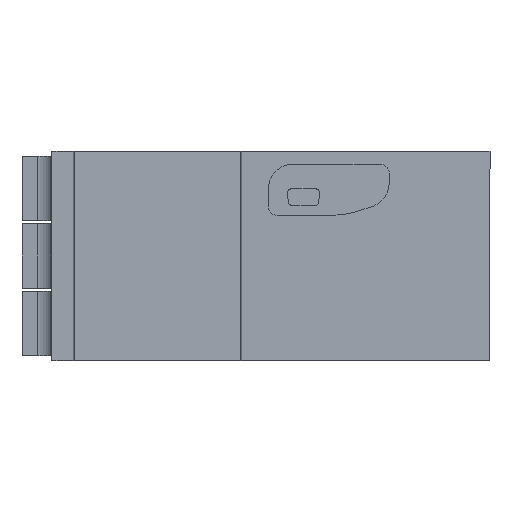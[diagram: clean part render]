
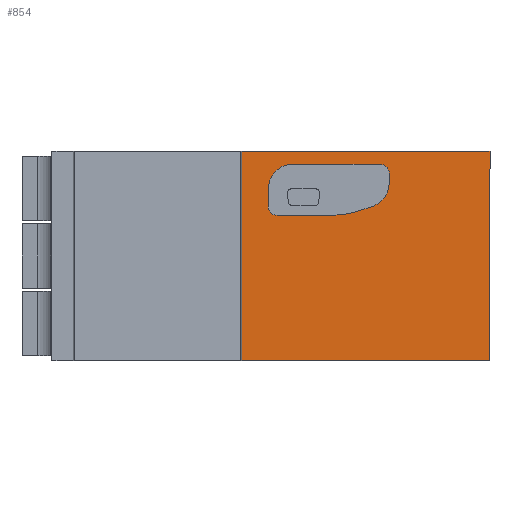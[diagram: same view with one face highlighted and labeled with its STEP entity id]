
A CAD part, front view. The second image highlights one B-rep face of the part: STEP entity #854.
In plain terms, the highlighted planar face has unit normal (0, -1, 0).
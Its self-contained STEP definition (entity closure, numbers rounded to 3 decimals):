
#655 = EDGE_CURVE ( 'NONE', #679, #656, #6601, .T. ) ;
#656 = VERTEX_POINT ( 'NONE', #6596 ) ;
#664 = EDGE_CURVE ( 'NONE', #656, #665, #6630, .T. ) ;
#665 = VERTEX_POINT ( 'NONE', #6626 ) ;
#679 = VERTEX_POINT ( 'NONE', #6688 ) ;
#692 = EDGE_CURVE ( 'NONE', #765, #693, #6716, .T. ) ;
#693 = VERTEX_POINT ( 'NONE', #6712 ) ;
#700 = EDGE_CURVE ( 'NONE', #718, #701, #6742, .T. ) ;
#701 = VERTEX_POINT ( 'NONE', #6738 ) ;
#708 = EDGE_CURVE ( 'NONE', #726, #709, #6769, .T. ) ;
#709 = VERTEX_POINT ( 'NONE', #6761 ) ;
#717 = EDGE_CURVE ( 'NONE', #709, #718, #6788, .T. ) ;
#718 = VERTEX_POINT ( 'NONE', #6784 ) ;
#725 = EDGE_CURVE ( 'NONE', #665, #726, #6816, .T. ) ;
#726 = VERTEX_POINT ( 'NONE', #6812 ) ;
#736 = EDGE_CURVE ( 'NONE', #756, #679, #6810, .T. ) ;
#741 = EDGE_CURVE ( 'NONE', #742, #743, #6837, .T. ) ;
#742 = VERTEX_POINT ( 'NONE', #6833 ) ;
#743 = VERTEX_POINT ( 'NONE', #6832 ) ;
#755 = EDGE_CURVE ( 'NONE', #693, #756, #6862, .T. ) ;
#756 = VERTEX_POINT ( 'NONE', #6907 ) ;
#764 = EDGE_CURVE ( 'NONE', #701, #765, #6939, .T. ) ;
#765 = VERTEX_POINT ( 'NONE', #6934 ) ;
#769 = ORIENTED_EDGE ( 'NONE', *, *, #788, .F. ) ;
#770 = ORIENTED_EDGE ( 'NONE', *, *, #801, .F. ) ;
#771 = ORIENTED_EDGE ( 'NONE', *, *, #741, .F. ) ;
#772 = ORIENTED_EDGE ( 'NONE', *, *, #849, .F. ) ;
#788 = EDGE_CURVE ( 'NONE', #802, #789, #6945, .T. ) ;
#789 = VERTEX_POINT ( 'NONE', #6995 ) ;
#801 = EDGE_CURVE ( 'NONE', #743, #802, #7026, .T. ) ;
#802 = VERTEX_POINT ( 'NONE', #7022 ) ;
#838 = EDGE_LOOP ( 'NONE', ( #839, #840, #841, #842, #843, #844, #845, #846, #847, #848 ) ) ;
#839 = ORIENTED_EDGE ( 'NONE', *, *, #755, .F. ) ;
#840 = ORIENTED_EDGE ( 'NONE', *, *, #692, .F. ) ;
#841 = ORIENTED_EDGE ( 'NONE', *, *, #764, .F. ) ;
#842 = ORIENTED_EDGE ( 'NONE', *, *, #700, .F. ) ;
#843 = ORIENTED_EDGE ( 'NONE', *, *, #717, .F. ) ;
#844 = ORIENTED_EDGE ( 'NONE', *, *, #708, .F. ) ;
#845 = ORIENTED_EDGE ( 'NONE', *, *, #725, .F. ) ;
#846 = ORIENTED_EDGE ( 'NONE', *, *, #664, .F. ) ;
#847 = ORIENTED_EDGE ( 'NONE', *, *, #655, .F. ) ;
#848 = ORIENTED_EDGE ( 'NONE', *, *, #736, .F. ) ;
#849 = EDGE_CURVE ( 'NONE', #789, #742, #7150, .T. ) ;
#854 = ADVANCED_FACE ( 'NONE', ( #7146, #7145 ), #7130, .F. ) ;
#855 = EDGE_LOOP ( 'NONE', ( #769, #770, #771, #772 ) ) ;
#6596 = CARTESIAN_POINT ( 'NONE',  ( 94.336, -42.294, 59.478 ) ) ;
#6597 = DIRECTION ( 'NONE',  ( 0., 0., -1. ) ) ;
#6598 = DIRECTION ( 'NONE',  ( 0., -1., 0. ) ) ;
#6599 = CARTESIAN_POINT ( 'NONE',  ( 76.312, -42.294, 109. ) ) ;
#6600 = AXIS2_PLACEMENT_3D ( 'NONE', #6599, #6598, #6597 ) ;
#6601 = CIRCLE ( 'NONE', #6600, 52.7 ) ;
#6626 = CARTESIAN_POINT ( 'NONE',  ( 99.195, -42.294, 61.247 ) ) ;
#6627 = DIRECTION ( 'NONE',  ( 0.94, 0., 0.342 ) ) ;
#6628 = VECTOR ( 'NONE', #6627, 1000. ) ;
#6629 = CARTESIAN_POINT ( 'NONE',  ( 94.336, -42.294, 59.478 ) ) ;
#6630 = LINE ( 'NONE', #6629, #6628 ) ;
#6688 = CARTESIAN_POINT ( 'NONE',  ( 76.312, -42.294, 56.3 ) ) ;
#6712 = CARTESIAN_POINT ( 'NONE',  ( 44.152, -42.294, 61. ) ) ;
#6713 = DIRECTION ( 'NONE',  ( 0., 0., -1. ) ) ;
#6714 = VECTOR ( 'NONE', #6713, 1000. ) ;
#6715 = CARTESIAN_POINT ( 'NONE',  ( 44.152, -42.294, 328.516 ) ) ;
#6716 = LINE ( 'NONE', #6715, #6714 ) ;
#6738 = CARTESIAN_POINT ( 'NONE',  ( 56.852, -42.294, 83.2 ) ) ;
#6739 = DIRECTION ( 'NONE',  ( -1., 0., 0. ) ) ;
#6740 = VECTOR ( 'NONE', #6739, 1000. ) ;
#6741 = CARTESIAN_POINT ( 'NONE',  ( 160.502, -42.294, 83.2 ) ) ;
#6742 = LINE ( 'NONE', #6741, #6740 ) ;
#6761 = CARTESIAN_POINT ( 'NONE',  ( 107.552, -42.294, 78.5 ) ) ;
#6762 = DIRECTION ( 'NONE',  ( 0., 0., 1. ) ) ;
#6763 = VECTOR ( 'NONE', #6762, 1000. ) ;
#6764 = CARTESIAN_POINT ( 'NONE',  ( 107.552, -42.294, 328.516 ) ) ;
#6769 = LINE ( 'NONE', #6764, #6763 ) ;
#6784 = CARTESIAN_POINT ( 'NONE',  ( 102.852, -42.294, 83.2 ) ) ;
#6785 = DIRECTION ( 'NONE',  ( 0., 0., -1. ) ) ;
#6786 = DIRECTION ( 'NONE',  ( 0., -1., 0. ) ) ;
#6787 = AXIS2_PLACEMENT_3D ( 'NONE', #6793, #6786, #6785 ) ;
#6788 = CIRCLE ( 'NONE', #6787, 4.7 ) ;
#6793 = CARTESIAN_POINT ( 'NONE',  ( 102.852, -42.294, 78.5 ) ) ;
#6808 = VECTOR ( 'NONE', #6858, 1000. ) ;
#6809 = CARTESIAN_POINT ( 'NONE',  ( 160.502, -42.294, 56.3 ) ) ;
#6810 = LINE ( 'NONE', #6809, #6808 ) ;
#6812 = CARTESIAN_POINT ( 'NONE',  ( 107.552, -42.294, 73.181 ) ) ;
#6813 = DIRECTION ( 'NONE',  ( 0., 0., -1. ) ) ;
#6814 = DIRECTION ( 'NONE',  ( 0., -1., 0. ) ) ;
#6815 = AXIS2_PLACEMENT_3D ( 'NONE', #6821, #6814, #6813 ) ;
#6816 = CIRCLE ( 'NONE', #6815, 12.7 ) ;
#6821 = CARTESIAN_POINT ( 'NONE',  ( 94.852, -42.294, 73.181 ) ) ;
#6832 = CARTESIAN_POINT ( 'NONE',  ( 160.502, -42.294, -20. ) ) ;
#6833 = CARTESIAN_POINT ( 'NONE',  ( 160.502, -42.294, 90. ) ) ;
#6834 = DIRECTION ( 'NONE',  ( 0., 0., -1. ) ) ;
#6835 = VECTOR ( 'NONE', #6834, 1000. ) ;
#6836 = CARTESIAN_POINT ( 'NONE',  ( 160.502, -42.294, 328.516 ) ) ;
#6837 = LINE ( 'NONE', #6836, #6835 ) ;
#6858 = DIRECTION ( 'NONE',  ( 1., 0., 0. ) ) ;
#6862 = CIRCLE ( 'NONE', #6911, 4.7 ) ;
#6907 = CARTESIAN_POINT ( 'NONE',  ( 48.852, -42.294, 56.3 ) ) ;
#6908 = DIRECTION ( 'NONE',  ( 0., 0., -1. ) ) ;
#6909 = DIRECTION ( 'NONE',  ( 0., -1., 0. ) ) ;
#6910 = CARTESIAN_POINT ( 'NONE',  ( 48.852, -42.294, 61. ) ) ;
#6911 = AXIS2_PLACEMENT_3D ( 'NONE', #6910, #6909, #6908 ) ;
#6934 = CARTESIAN_POINT ( 'NONE',  ( 44.152, -42.294, 70.5 ) ) ;
#6935 = DIRECTION ( 'NONE',  ( 0., 0., -1. ) ) ;
#6936 = DIRECTION ( 'NONE',  ( 0., -1., 0. ) ) ;
#6937 = CARTESIAN_POINT ( 'NONE',  ( 56.852, -42.294, 70.5 ) ) ;
#6938 = AXIS2_PLACEMENT_3D ( 'NONE', #6937, #6936, #6935 ) ;
#6939 = CIRCLE ( 'NONE', #6938, 12.7 ) ;
#6945 = LINE ( 'NONE', #6998, #6997 ) ;
#6995 = CARTESIAN_POINT ( 'NONE',  ( 30.202, -42.294, 90. ) ) ;
#6996 = DIRECTION ( 'NONE',  ( 0., 0., 1. ) ) ;
#6997 = VECTOR ( 'NONE', #6996, 1000. ) ;
#6998 = CARTESIAN_POINT ( 'NONE',  ( 30.202, -42.294, 328.516 ) ) ;
#7022 = CARTESIAN_POINT ( 'NONE',  ( 30.202, -42.294, -20. ) ) ;
#7023 = DIRECTION ( 'NONE',  ( -1., 0., 0. ) ) ;
#7024 = VECTOR ( 'NONE', #7023, 1000. ) ;
#7025 = CARTESIAN_POINT ( 'NONE',  ( 160.502, -42.294, -20. ) ) ;
#7026 = LINE ( 'NONE', #7025, #7024 ) ;
#7126 = DIRECTION ( 'NONE',  ( -1., 0., 0. ) ) ;
#7127 = DIRECTION ( 'NONE',  ( 0., 1., 0. ) ) ;
#7128 = CARTESIAN_POINT ( 'NONE',  ( 160.502, -42.294, 328.516 ) ) ;
#7129 = AXIS2_PLACEMENT_3D ( 'NONE', #7128, #7127, #7126 ) ;
#7130 = PLANE ( 'NONE',  #7129 ) ;
#7145 = FACE_BOUND ( 'NONE', #838, .T. ) ;
#7146 = FACE_OUTER_BOUND ( 'NONE', #855, .T. ) ;
#7147 = DIRECTION ( 'NONE',  ( 1., 0., 0. ) ) ;
#7148 = VECTOR ( 'NONE', #7147, 1000. ) ;
#7149 = CARTESIAN_POINT ( 'NONE',  ( 160.502, -42.294, 90. ) ) ;
#7150 = LINE ( 'NONE', #7149, #7148 ) ;
